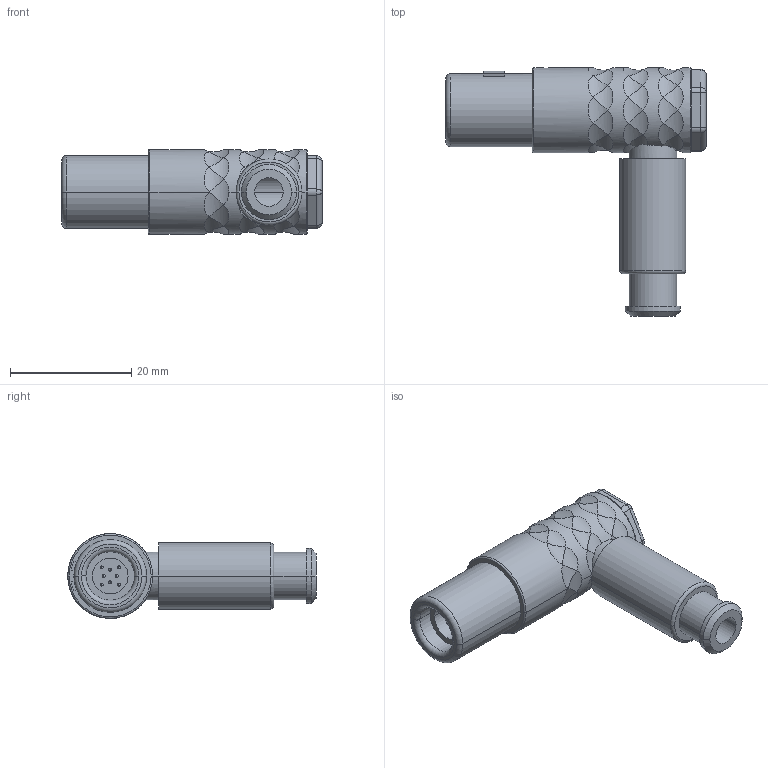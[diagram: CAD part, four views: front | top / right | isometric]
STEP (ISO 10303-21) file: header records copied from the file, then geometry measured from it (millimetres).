
FILE_DESCRIPTION((''),'2;1');
FILE_NAME('W21KAC-PD8M','2020-08-20T13:13:15',('RTrager'),(''),'CREO PARAMETRIC BY PTC INC, 2018300','CREO PARAMETRIC BY PTC INC, 2018300','');
FILE_SCHEMA(('AP242_MANAGED_MODEL_BASED_3D_ENGINEERING_MIM_LF { 1 0 10303 442 1 1 4 }'));
Length unit declared in the file: millimetre
Products named in the file (1): W21KAC-PD8M
Bounding box: 43 x 41 x 14 mm (x, y, z)
Volume: 6378.8 mm3; surface area: 4350.3 mm2
Topology: 1 solids, 1 shells, 447 faces, 1196 edges, 774 vertices
Faces by surface type: cylinder 173, extrusion 130, plane 98, sphere 22, torus 22, cone 2
Entity records: 21762 total; most frequent: CARTESIAN_POINT 5272, ORIENTED_EDGE 2360, DIRECTION 1688, PRESENTATION_STYLE_ASSIGNMENT 1454, STYLED_ITEM 1326, CURVE_STYLE 1180, EDGE_CURVE 1180, VERTEX_POINT 774
